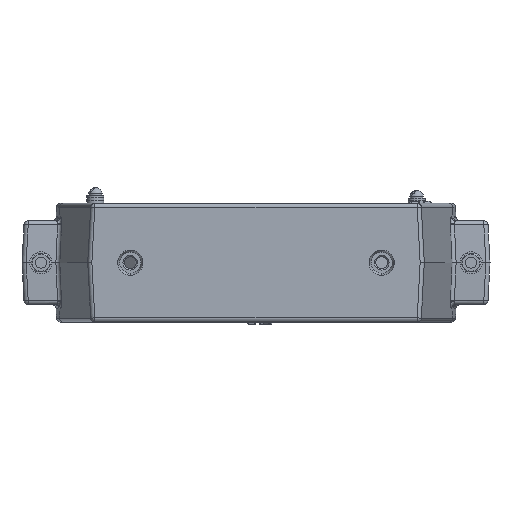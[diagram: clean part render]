
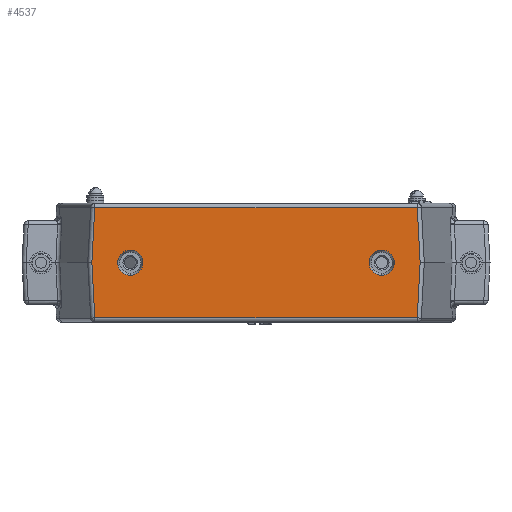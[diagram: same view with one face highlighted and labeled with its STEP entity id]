
A CAD part, front view. The second image highlights one B-rep face of the part: STEP entity #4537.
In plain terms, the highlighted planar face has unit normal (0, -1, 0).
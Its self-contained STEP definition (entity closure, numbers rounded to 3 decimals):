
#102 = CARTESIAN_POINT ( 'NONE',  ( -114.904, -150., -48.621 ) ) ;
#107 = DIRECTION ( 'NONE',  ( -0.053, 0., 0.999 ) ) ;
#532 = CARTESIAN_POINT ( 'NONE',  ( 115.237, -150., -42.367 ) ) ;
#533 = DIRECTION ( 'NONE',  ( 0., 0., 1. ) ) ;
#540 = CARTESIAN_POINT ( 'NONE',  ( -90., -150., 0. ) ) ;
#544 = CARTESIAN_POINT ( 'NONE',  ( -114.904, -150., 48.621 ) ) ;
#549 = DIRECTION ( 'NONE',  ( 0., 1., 0. ) ) ;
#556 = DIRECTION ( 'NONE',  ( -0.053, 0., -0.999 ) ) ;
#563 = DIRECTION ( 'NONE',  ( -0.053, 0., -0.999 ) ) ;
#566 = DIRECTION ( 'NONE',  ( 0., 1., 0. ) ) ;
#577 = DIRECTION ( 'NONE',  ( 0., 0., 1. ) ) ;
#586 = DIRECTION ( 'NONE',  ( -1., 0., 0. ) ) ;
#601 = CARTESIAN_POINT ( 'NONE',  ( 0., -150., 39.5 ) ) ;
#605 = CARTESIAN_POINT ( 'NONE',  ( 90., -150., 0. ) ) ;
#612 = DIRECTION ( 'NONE',  ( -0.053, 0., 0.999 ) ) ;
#649 = CARTESIAN_POINT ( 'NONE',  ( 115.237, -150., 42.367 ) ) ;
#715 = CARTESIAN_POINT ( 'NONE',  ( 0., -150., -39.5 ) ) ;
#717 = DIRECTION ( 'NONE',  ( -1., 0., 0. ) ) ;
#1453 = FACE_BOUND ( 'NONE', #10087, .T. ) ;
#1462 = FACE_OUTER_BOUND ( 'NONE', #10056, .T. ) ;
#1509 = FACE_BOUND ( 'NONE', #10066, .T. ) ;
#1923 = ORIENTED_EDGE ( 'NONE', *, *, #16147, .T. ) ;
#1925 = ORIENTED_EDGE ( 'NONE', *, *, #16005, .T. ) ;
#1930 = ORIENTED_EDGE ( 'NONE', *, *, #16142, .T. ) ;
#1933 = ORIENTED_EDGE ( 'NONE', *, *, #16080, .T. ) ;
#1937 = ORIENTED_EDGE ( 'NONE', *, *, #16158, .T. ) ;
#1946 = ORIENTED_EDGE ( 'NONE', *, *, #16152, .F. ) ;
#1952 = ORIENTED_EDGE ( 'NONE', *, *, #16172, .T. ) ;
#1966 = ORIENTED_EDGE ( 'NONE', *, *, #16165, .T. ) ;
#1970 = ORIENTED_EDGE ( 'NONE', *, *, #16196, .F. ) ;
#1977 = ORIENTED_EDGE ( 'NONE', *, *, #16230, .F. ) ;
#4004 = DIRECTION ( 'NONE',  ( 0., 0., 1. ) ) ;
#4018 = PLANE ( 'NONE',  #13388 ) ;
#4023 = CARTESIAN_POINT ( 'NONE',  ( 0., -150., -42.5 ) ) ;
#4046 = DIRECTION ( 'NONE',  ( 0., -1., 0. ) ) ;
#4537 = ADVANCED_FACE ( 'NONE', ( #1509, #1453, #1462 ), #4018, .T. ) ;
#7043 = CIRCLE ( 'NONE', #16551, 9. ) ;
#7136 = CIRCLE ( 'NONE', #16608, 9. ) ;
#7199 = CIRCLE ( 'NONE', #16591, 9. ) ;
#7210 = VECTOR ( 'NONE', #586, 1000. ) ;
#7211 = VECTOR ( 'NONE', #563, 1000. ) ;
#7214 = LINE ( 'NONE', #601, #7210 ) ;
#7224 = LINE ( 'NONE', #544, #7211 ) ;
#7229 = LINE ( 'NONE', #532, #7238 ) ;
#7238 = VECTOR ( 'NONE', #556, 1000. ) ;
#7247 = VECTOR ( 'NONE', #612, 1000. ) ;
#7273 = LINE ( 'NONE', #715, #7283 ) ;
#7283 = VECTOR ( 'NONE', #717, 1000. ) ;
#7289 = CIRCLE ( 'NONE', #16592, 9. ) ;
#7290 = LINE ( 'NONE', #649, #7247 ) ;
#7301 = VECTOR ( 'NONE', #107, 1000. ) ;
#7308 = LINE ( 'NONE', #102, #7301 ) ;
#7974 = CARTESIAN_POINT ( 'NONE',  ( 90., -150., -9. ) ) ;
#7999 = CARTESIAN_POINT ( 'NONE',  ( 90., -150., 9. ) ) ;
#8006 = CARTESIAN_POINT ( 'NONE',  ( -90., -150., -9. ) ) ;
#8068 = CARTESIAN_POINT ( 'NONE',  ( -90., -150., 9. ) ) ;
#8092 = CARTESIAN_POINT ( 'NONE',  ( -117.494, -150., 0. ) ) ;
#8093 = CARTESIAN_POINT ( 'NONE',  ( 115.39, -150., -39.5 ) ) ;
#8105 = CARTESIAN_POINT ( 'NONE',  ( -115.39, -150., -39.5 ) ) ;
#8120 = CARTESIAN_POINT ( 'NONE',  ( -115.39, -150., 39.5 ) ) ;
#8148 = CARTESIAN_POINT ( 'NONE',  ( 115.39, -150., 39.5 ) ) ;
#8150 = CARTESIAN_POINT ( 'NONE',  ( 117.494, -150., 0. ) ) ;
#10056 = EDGE_LOOP ( 'NONE', ( #1946, #1952, #1937, #1923, #1977, #1970 ) ) ;
#10066 = EDGE_LOOP ( 'NONE', ( #1933, #1966 ) ) ;
#10087 = EDGE_LOOP ( 'NONE', ( #1925, #1930 ) ) ;
#11919 = VERTEX_POINT ( 'NONE', #7974 ) ;
#11951 = VERTEX_POINT ( 'NONE', #7999 ) ;
#11957 = VERTEX_POINT ( 'NONE', #8006 ) ;
#11967 = VERTEX_POINT ( 'NONE', #8068 ) ;
#12037 = VERTEX_POINT ( 'NONE', #8150 ) ;
#12047 = VERTEX_POINT ( 'NONE', #8093 ) ;
#12054 = VERTEX_POINT ( 'NONE', #8105 ) ;
#12062 = VERTEX_POINT ( 'NONE', #8092 ) ;
#12063 = VERTEX_POINT ( 'NONE', #8120 ) ;
#12093 = VERTEX_POINT ( 'NONE', #8148 ) ;
#13388 = AXIS2_PLACEMENT_3D ( 'NONE', #4023, #4046, #4004 ) ;
#15146 = DIRECTION ( 'NONE',  ( 0., 1., 0. ) ) ;
#15152 = CARTESIAN_POINT ( 'NONE',  ( -90., -150., 0. ) ) ;
#15161 = DIRECTION ( 'NONE',  ( 0., 0., 1. ) ) ;
#15351 = DIRECTION ( 'NONE',  ( 0., 0., 1. ) ) ;
#15364 = DIRECTION ( 'NONE',  ( 0., 1., 0. ) ) ;
#15367 = CARTESIAN_POINT ( 'NONE',  ( 90., -150., 0. ) ) ;
#16005 = EDGE_CURVE ( 'NONE', #11957, #11967, #7043, .T. ) ;
#16080 = EDGE_CURVE ( 'NONE', #11919, #11951, #7136, .T. ) ;
#16142 = EDGE_CURVE ( 'NONE', #11967, #11957, #7199, .T. ) ;
#16147 = EDGE_CURVE ( 'NONE', #12063, #12062, #7224, .T. ) ;
#16152 = EDGE_CURVE ( 'NONE', #12037, #12047, #7229, .T. ) ;
#16158 = EDGE_CURVE ( 'NONE', #12093, #12063, #7214, .T. ) ;
#16165 = EDGE_CURVE ( 'NONE', #11951, #11919, #7289, .T. ) ;
#16172 = EDGE_CURVE ( 'NONE', #12037, #12093, #7290, .T. ) ;
#16196 = EDGE_CURVE ( 'NONE', #12047, #12054, #7273, .T. ) ;
#16230 = EDGE_CURVE ( 'NONE', #12054, #12062, #7308, .T. ) ;
#16551 = AXIS2_PLACEMENT_3D ( 'NONE', #15152, #15146, #15161 ) ;
#16591 = AXIS2_PLACEMENT_3D ( 'NONE', #540, #549, #533 ) ;
#16592 = AXIS2_PLACEMENT_3D ( 'NONE', #605, #566, #577 ) ;
#16608 = AXIS2_PLACEMENT_3D ( 'NONE', #15367, #15364, #15351 ) ;
